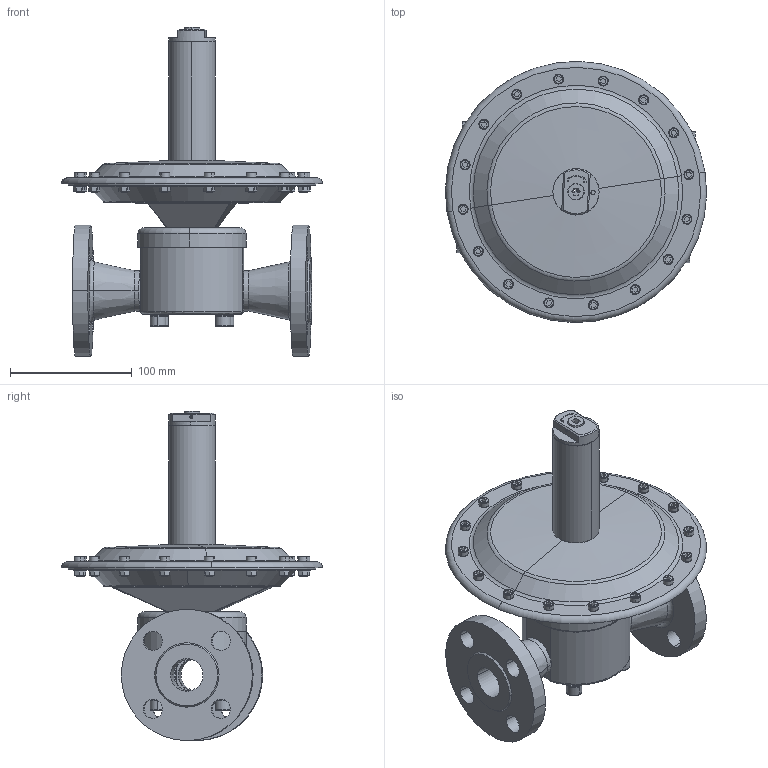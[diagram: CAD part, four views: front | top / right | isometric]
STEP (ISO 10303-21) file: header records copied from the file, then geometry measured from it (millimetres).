
FILE_DESCRIPTION (( 'STEP AP203' ), '1' );
FILE_NAME ('518-25HF1P5018.STEP', '2024-06-05T13:03:05', ( '' ), ( '' ), 'SwSTEP 2.0', 'SolidWorks 2022', '' );
FILE_SCHEMA (( 'CONFIG_CONTROL_DESIGN' ));
Length unit declared in the file: millimetre
Products named in the file (1): 518-25HF1P5018
Bounding box: 214.95 x 214.95 x 270.8 mm (x, y, z)
Surface area: 197608.7 mm2 (no closed solid volume)
Topology: 0 solids, 94 shells, 1124 faces, 3899 edges, 2795 vertices
Faces by surface type: plane 639, cylinder 186, bspline 132, torus 97, cone 66, sphere 4
Entity records: 50965 total; most frequent: CARTESIAN_POINT 19120, DIRECTION 6146, ORIENTED_EDGE 5802, EDGE_CURVE 3899, VERTEX_POINT 2795, LINE 2494, VECTOR 2494, AXIS2_PLACEMENT_3D 1826
